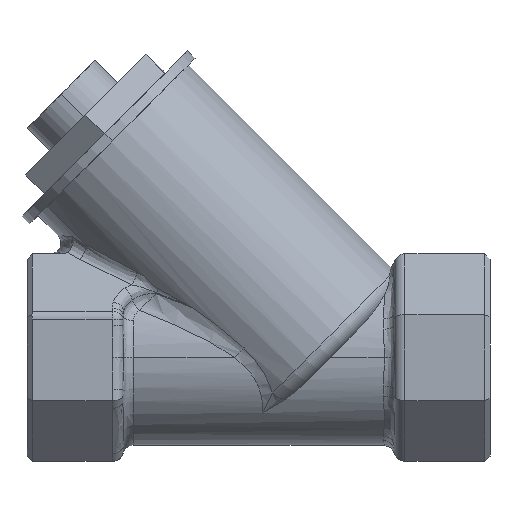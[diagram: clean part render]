
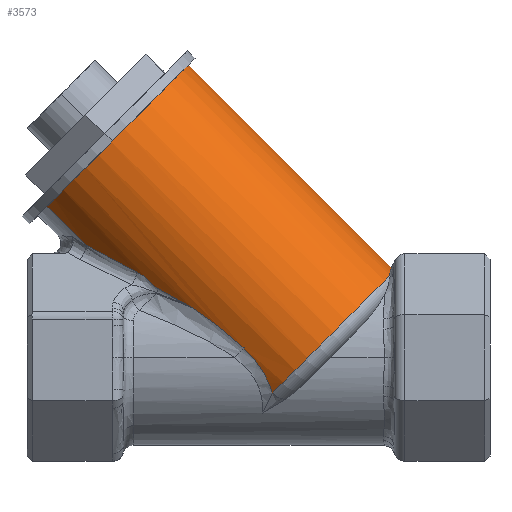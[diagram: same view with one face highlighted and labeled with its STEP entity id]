
A CAD part, left-side view. The second image highlights one B-rep face of the part: STEP entity #3573.
In plain terms, the highlighted cylindrical face has radius 20 mm (diameter 40 mm), a partial arc.
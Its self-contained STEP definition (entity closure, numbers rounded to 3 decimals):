
#181=CARTESIAN_POINT('Axis2P3D Location',(0.,70.858,40.858)) ;
#185=CARTESIAN_POINT('Vertex',(-9.589,83.269,28.447)) ;
#187=CARTESIAN_POINT('Vertex',(9.589,58.447,53.269)) ;
#243=CARTESIAN_POINT('Axis2P3D Location',(0.,50.429,20.429)) ;
#335=CARTESIAN_POINT('Vertex',(-9.589,75.921,21.099)) ;
#338=CARTESIAN_POINT('Line Origine',(-9.589,62.84,8.018)) ;
#343=CARTESIAN_POINT('Line Origine',(9.589,38.018,32.84)) ;
#347=CARTESIAN_POINT('Vertex',(9.589,19.71,14.532)) ;
#379=CARTESIAN_POINT('Vertex',(6.885,18.844,15.399)) ;
#433=CARTESIAN_POINT('Axis2P3D Location',(0.,32.121,2.121)) ;
#2993=CARTESIAN_POINT('Control Point',(-13.929,66.395,16.098)) ;
#2994=CARTESIAN_POINT('Control Point',(-14.113,65.929,15.884)) ;
#2995=CARTESIAN_POINT('Control Point',(-14.243,65.487,15.628)) ;
#2996=CARTESIAN_POINT('Control Point',(-14.331,65.08,15.35)) ;
#2997=CARTESIAN_POINT('Control Point',(-14.419,64.499,14.897)) ;
#2998=CARTESIAN_POINT('Control Point',(-14.45,64.008,14.454)) ;
#2999=CARTESIAN_POINT('Control Point',(-14.456,63.841,14.295)) ;
#3000=CARTESIAN_POINT('Control Point',(-14.46,63.507,13.967)) ;
#3001=CARTESIAN_POINT('Control Point',(-14.455,63.221,13.673)) ;
#3002=CARTESIAN_POINT('Control Point',(-14.451,63.082,13.529)) ;
#3003=CARTESIAN_POINT('Control Point',(-14.451,62.884,13.33)) ;
#3004=CARTESIAN_POINT('Control Point',(-14.46,62.715,13.175)) ;
#3005=CARTESIAN_POINT('Control Point',(-14.465,62.658,13.126)) ;
#3006=CARTESIAN_POINT('Control Point',(-14.477,62.561,13.047)) ;
#3007=CARTESIAN_POINT('Control Point',(-14.494,62.476,12.987)) ;
#3008=CARTESIAN_POINT('Control Point',(-14.503,62.44,12.963)) ;
#3009=CARTESIAN_POINT('Control Point',(-14.512,62.406,12.943)) ;
#3010=CARTESIAN_POINT('Control Point',(-14.522,62.374,12.926)) ;
#3011=CARTESIAN_POINT('Vertex',(-14.522,62.374,12.926)) ;
#3013=CARTESIAN_POINT('Vertex',(-13.929,66.395,16.098)) ;
#3261=CARTESIAN_POINT('Control Point',(-9.589,75.921,21.099)) ;
#3262=CARTESIAN_POINT('Control Point',(-10.175,74.8,20.431)) ;
#3263=CARTESIAN_POINT('Control Point',(-10.746,73.661,19.779)) ;
#3264=CARTESIAN_POINT('Control Point',(-11.302,72.505,19.142)) ;
#3265=CARTESIAN_POINT('Control Point',(-12.178,70.604,18.134)) ;
#3266=CARTESIAN_POINT('Control Point',(-13.01,68.663,17.169)) ;
#3267=CARTESIAN_POINT('Control Point',(-13.323,67.913,16.806)) ;
#3268=CARTESIAN_POINT('Control Point',(-13.629,67.157,16.449)) ;
#3269=CARTESIAN_POINT('Control Point',(-13.929,66.395,16.098)) ;
#3406=CARTESIAN_POINT('Control Point',(-14.522,62.374,12.926)) ;
#3407=CARTESIAN_POINT('Control Point',(-14.685,61.839,12.633)) ;
#3408=CARTESIAN_POINT('Control Point',(-14.842,61.302,12.34)) ;
#3409=CARTESIAN_POINT('Control Point',(-14.995,60.764,12.044)) ;
#3410=CARTESIAN_POINT('Control Point',(-15.316,59.599,11.402)) ;
#3411=CARTESIAN_POINT('Control Point',(-15.614,58.432,10.752)) ;
#3412=CARTESIAN_POINT('Control Point',(-15.771,57.795,10.395)) ;
#3413=CARTESIAN_POINT('Control Point',(-15.938,57.078,9.988)) ;
#3414=CARTESIAN_POINT('Control Point',(-16.099,56.362,9.58)) ;
#3415=CARTESIAN_POINT('Control Point',(-16.119,56.272,9.529)) ;
#3416=CARTESIAN_POINT('Control Point',(-16.141,56.173,9.471)) ;
#3417=CARTESIAN_POINT('Control Point',(-16.163,56.074,9.416)) ;
#3418=CARTESIAN_POINT('Control Point',(-16.166,56.064,9.411)) ;
#3419=CARTESIAN_POINT('Control Point',(-16.172,56.038,9.397)) ;
#3420=CARTESIAN_POINT('Control Point',(-16.178,56.013,9.383)) ;
#3421=CARTESIAN_POINT('Control Point',(-16.18,55.997,9.37)) ;
#3422=CARTESIAN_POINT('Control Point',(-16.183,55.981,9.361)) ;
#3423=CARTESIAN_POINT('Control Point',(-16.186,55.966,9.351)) ;
#3424=CARTESIAN_POINT('Vertex',(-16.186,55.966,9.351)) ;
#3508=CARTESIAN_POINT('Control Point',(-17.2,46.237,1.804)) ;
#3509=CARTESIAN_POINT('Control Point',(-17.2,48.025,3.591)) ;
#3510=CARTESIAN_POINT('Control Point',(-17.053,49.96,5.173)) ;
#3511=CARTESIAN_POINT('Control Point',(-16.833,51.939,6.64)) ;
#3512=CARTESIAN_POINT('Control Point',(-16.542,53.945,8.025)) ;
#3513=CARTESIAN_POINT('Control Point',(-16.186,55.966,9.351)) ;
#3514=CARTESIAN_POINT('Vertex',(-17.2,46.237,1.804)) ;
#3518=CARTESIAN_POINT('Control Point',(-17.2,46.237,1.804)) ;
#3519=CARTESIAN_POINT('Control Point',(-17.2,44.811,0.378)) ;
#3520=CARTESIAN_POINT('Control Point',(-17.103,43.481,-1.177)) ;
#3521=CARTESIAN_POINT('Control Point',(-16.882,42.293,-2.916)) ;
#3522=CARTESIAN_POINT('Control Point',(-16.4,41.46,-4.814)) ;
#3523=CARTESIAN_POINT('Control Point',(-15.671,40.909,-6.666)) ;
#3524=CARTESIAN_POINT('Vertex',(-15.671,40.909,-6.666)) ;
#3527=CARTESIAN_POINT('Axis2P3D Location',(0.,32.121,2.121)) ;
#3531=CARTESIAN_POINT('Vertex',(-6.885,18.844,15.399)) ;
#3535=CARTESIAN_POINT('Control Point',(-6.885,18.844,15.399)) ;
#3536=CARTESIAN_POINT('Control Point',(-6.428,18.825,15.618)) ;
#3537=CARTESIAN_POINT('Control Point',(-5.96,18.808,15.816)) ;
#3538=CARTESIAN_POINT('Control Point',(-5.483,18.792,15.992)) ;
#3539=CARTESIAN_POINT('Vertex',(-5.483,18.792,15.992)) ;
#3543=CARTESIAN_POINT('Control Point',(5.483,18.792,15.992)) ;
#3544=CARTESIAN_POINT('Control Point',(3.417,18.723,16.756)) ;
#3545=CARTESIAN_POINT('Control Point',(1.151,18.585,17.103)) ;
#3546=CARTESIAN_POINT('Control Point',(-1.15,18.585,17.103)) ;
#3547=CARTESIAN_POINT('Control Point',(-3.417,18.723,16.756)) ;
#3548=CARTESIAN_POINT('Control Point',(-5.483,18.792,15.992)) ;
#3549=CARTESIAN_POINT('Vertex',(5.483,18.792,15.992)) ;
#3553=CARTESIAN_POINT('Control Point',(6.885,18.844,15.399)) ;
#3554=CARTESIAN_POINT('Control Point',(6.428,18.825,15.618)) ;
#3555=CARTESIAN_POINT('Control Point',(5.96,18.808,15.816)) ;
#3556=CARTESIAN_POINT('Control Point',(5.483,18.792,15.992)) ;
#340=VECTOR('Line Direction',#339,1.) ;
#345=VECTOR('Line Direction',#344,1.) ;
#182=DIRECTION('Axis2P3D Direction',(-0.,0.707,0.707)) ;
#244=DIRECTION('Axis2P3D Direction',(0.,0.707,0.707)) ;
#245=DIRECTION('Axis2P3D XDirection',(0.479,-0.621,0.621)) ;
#339=DIRECTION('Vector Direction',(0.,0.707,0.707)) ;
#344=DIRECTION('Vector Direction',(0.,0.707,0.707)) ;
#434=DIRECTION('Axis2P3D Direction',(0.,0.707,0.707)) ;
#3528=DIRECTION('Axis2P3D Direction',(0.,0.707,0.707)) ;
#183=AXIS2_PLACEMENT_3D('Circle Axis2P3D',#181,#182,$) ;
#246=AXIS2_PLACEMENT_3D('Cylinder Axis2P3D',#243,#244,#245) ;
#435=AXIS2_PLACEMENT_3D('Circle Axis2P3D',#433,#434,$) ;
#3529=AXIS2_PLACEMENT_3D('Circle Axis2P3D',#3527,#3528,$) ;
#341=LINE('Line',#338,#340) ;
#346=LINE('Line',#343,#345) ;
#184=CIRCLE('generated circle',#183,20.) ;
#436=CIRCLE('generated circle',#435,20.) ;
#3530=CIRCLE('generated circle',#3529,20.) ;
#247=CYLINDRICAL_SURFACE('generated cylinder',#246,20.) ;
#189=EDGE_CURVE('',#186,#188,#184,.T.) ;
#342=EDGE_CURVE('',#186,#336,#341,.F.) ;
#349=EDGE_CURVE('',#188,#348,#346,.F.) ;
#437=EDGE_CURVE('',#380,#348,#436,.T.) ;
#3015=EDGE_CURVE('',#3012,#3014,#2992,.F.) ;
#3270=EDGE_CURVE('',#3014,#336,#3260,.F.) ;
#3426=EDGE_CURVE('',#3425,#3012,#3405,.F.) ;
#3516=EDGE_CURVE('',#3515,#3425,#3507,.T.) ;
#3526=EDGE_CURVE('',#3525,#3515,#3517,.F.) ;
#3533=EDGE_CURVE('',#3525,#3532,#3530,.T.) ;
#3541=EDGE_CURVE('',#3532,#3540,#3534,.T.) ;
#3551=EDGE_CURVE('',#3540,#3550,#3542,.F.) ;
#3557=EDGE_CURVE('',#3550,#380,#3552,.F.) ;
#3559=ORIENTED_EDGE('',*,*,#349,.F.) ;
#3560=ORIENTED_EDGE('',*,*,#189,.F.) ;
#3561=ORIENTED_EDGE('',*,*,#342,.T.) ;
#3562=ORIENTED_EDGE('',*,*,#3270,.F.) ;
#3563=ORIENTED_EDGE('',*,*,#3015,.F.) ;
#3564=ORIENTED_EDGE('',*,*,#3426,.F.) ;
#3565=ORIENTED_EDGE('',*,*,#3516,.F.) ;
#3566=ORIENTED_EDGE('',*,*,#3526,.F.) ;
#3567=ORIENTED_EDGE('',*,*,#3533,.T.) ;
#3568=ORIENTED_EDGE('',*,*,#3541,.T.) ;
#3569=ORIENTED_EDGE('',*,*,#3551,.T.) ;
#3570=ORIENTED_EDGE('',*,*,#3557,.T.) ;
#3571=ORIENTED_EDGE('',*,*,#437,.T.) ;
#3558=EDGE_LOOP('',(#3559,#3560,#3561,#3562,#3563,#3564,#3565,#3566,#3567,#3568,#3569,#3570,#3571)) ;
#186=VERTEX_POINT('',#185) ;
#188=VERTEX_POINT('',#187) ;
#336=VERTEX_POINT('',#335) ;
#348=VERTEX_POINT('',#347) ;
#380=VERTEX_POINT('',#379) ;
#3012=VERTEX_POINT('',#3011) ;
#3014=VERTEX_POINT('',#3013) ;
#3425=VERTEX_POINT('',#3424) ;
#3515=VERTEX_POINT('',#3514) ;
#3525=VERTEX_POINT('',#3524) ;
#3532=VERTEX_POINT('',#3531) ;
#3540=VERTEX_POINT('',#3539) ;
#3550=VERTEX_POINT('',#3549) ;
#3573=ADVANCED_FACE('PartBody',(#3572),#247,.T.) ;
#2992=B_SPLINE_CURVE_WITH_KNOTS('',5,(#2993,#2994,#2995,#2996,#2997,#2998,#2999,#3000,#3001,#3002,#3003,#3004,#3005,#3006,#3007,#3008,#3009,#3010),.UNSPECIFIED.,.F.,.U.,(6,3,3,3,3,6),(0.,3.333,5.259,7.452,8.662,9.669),.UNSPECIFIED.) ;
#3260=B_SPLINE_CURVE_WITH_KNOTS('',5,(#3261,#3262,#3263,#3264,#3265,#3266,#3267,#3268,#3269),.UNSPECIFIED.,.F.,.U.,(6,3,6),(35.614,45.853,52.221),.UNSPECIFIED.) ;
#3405=B_SPLINE_CURVE_WITH_KNOTS('',5,(#3406,#3407,#3408,#3409,#3410,#3411,#3412,#3413,#3414,#3415,#3416,#3417,#3418,#3419,#3420,#3421,#3422,#3423),.UNSPECIFIED.,.F.,.U.,(6,3,3,3,3,6),(9.994,16.277,23.582,24.629,24.741,24.929),.UNSPECIFIED.) ;
#3507=B_SPLINE_CURVE_WITH_KNOTS('',5,(#3508,#3509,#3510,#3511,#3512,#3513),.UNSPECIFIED.,.F.,.U.,(6,6),(0.,16.928),.UNSPECIFIED.) ;
#3517=B_SPLINE_CURVE_WITH_KNOTS('',5,(#3518,#3519,#3520,#3521,#3522,#3523),.UNSPECIFIED.,.F.,.U.,(6,6),(0.,13.509),.UNSPECIFIED.) ;
#3534=B_SPLINE_CURVE_WITH_KNOTS('',3,(#3535,#3536,#3537,#3538),.UNSPECIFIED.,.F.,.U.,(4,4),(0.868,3.128),.UNSPECIFIED.) ;
#3542=B_SPLINE_CURVE_WITH_KNOTS('',5,(#3543,#3544,#3545,#3546,#3547,#3548),.UNSPECIFIED.,.F.,.U.,(6,6),(0.,19.736),.UNSPECIFIED.) ;
#3552=B_SPLINE_CURVE_WITH_KNOTS('',3,(#3553,#3554,#3555,#3556),.UNSPECIFIED.,.F.,.U.,(4,4),(0.868,3.128),.UNSPECIFIED.) ;
#3572=FACE_OUTER_BOUND('',#3558,.T.) ;
